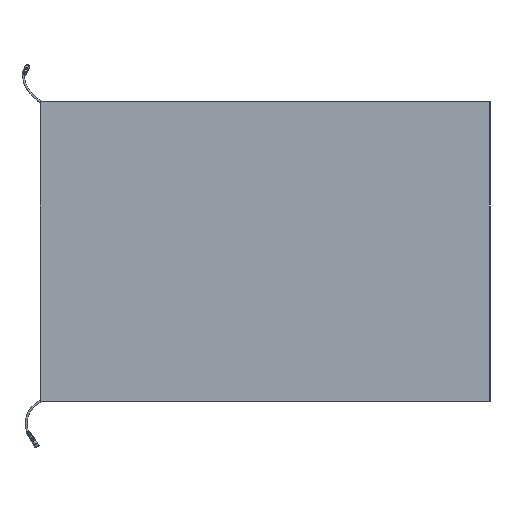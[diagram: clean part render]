
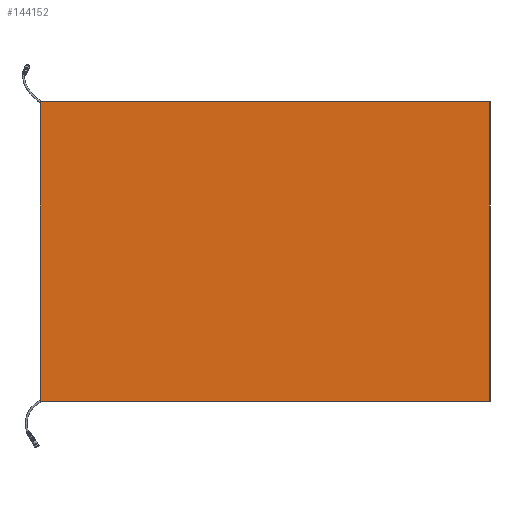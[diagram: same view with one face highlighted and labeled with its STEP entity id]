
A CAD part, front view. The second image highlights one B-rep face of the part: STEP entity #144152.
In plain terms, the highlighted face is planar.
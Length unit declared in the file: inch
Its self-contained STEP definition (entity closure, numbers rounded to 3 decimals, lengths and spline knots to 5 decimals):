
#11799 = ORIENTED_EDGE ( 'NONE', *, *, #59796, .T. ) ;
#15667 = CARTESIAN_POINT ( 'NONE',  ( -12., 0., -18. ) ) ;
#19657 = LINE ( 'NONE', #107050, #167431 ) ;
#20084 = VERTEX_POINT ( 'NONE', #74948 ) ;
#24782 = VERTEX_POINT ( 'NONE', #122211 ) ;
#33437 = EDGE_LOOP ( 'NONE', ( #11799, #181219, #81801, #78447 ) ) ;
#35395 = PLANE ( 'NONE',  #188425 ) ;
#36697 = DIRECTION ( 'NONE',  ( 0., 1., 0. ) ) ;
#40092 = EDGE_CURVE ( 'NONE', #82094, #151297, #19657, .T. ) ;
#43781 = VECTOR ( 'NONE', #80010, 39.37008 ) ;
#43922 = VECTOR ( 'NONE', #103735, 39.37008 ) ;
#50696 = DIRECTION ( 'NONE',  ( -1., 0., 0. ) ) ;
#59684 = DIRECTION ( 'NONE',  ( 0., 0., 1. ) ) ;
#59796 = EDGE_CURVE ( 'NONE', #24782, #20084, #63319, .T. ) ;
#63319 = LINE ( 'NONE', #117989, #43922 ) ;
#66472 = CARTESIAN_POINT ( 'NONE',  ( 0., 0., 18. ) ) ;
#74649 = LINE ( 'NONE', #142759, #152256 ) ;
#74948 = CARTESIAN_POINT ( 'NONE',  ( 12., 0., -18. ) ) ;
#78447 = ORIENTED_EDGE ( 'NONE', *, *, #183524, .T. ) ;
#80010 = DIRECTION ( 'NONE',  ( 1., 0., 0. ) ) ;
#80059 = LINE ( 'NONE', #66472, #43781 ) ;
#81801 = ORIENTED_EDGE ( 'NONE', *, *, #40092, .T. ) ;
#82094 = VERTEX_POINT ( 'NONE', #15667 ) ;
#94480 = EDGE_CURVE ( 'NONE', #20084, #82094, #74649, .T. ) ;
#100531 = FACE_OUTER_BOUND ( 'NONE', #33437, .T. ) ;
#103735 = DIRECTION ( 'NONE',  ( 0., 0., -1. ) ) ;
#107050 = CARTESIAN_POINT ( 'NONE',  ( -12., 0., 0. ) ) ;
#117989 = CARTESIAN_POINT ( 'NONE',  ( 12., 0., 0. ) ) ;
#122211 = CARTESIAN_POINT ( 'NONE',  ( 12., 0., 18. ) ) ;
#127407 = DIRECTION ( 'NONE',  ( 0., 0., -1. ) ) ;
#142759 = CARTESIAN_POINT ( 'NONE',  ( 0., 0., -18. ) ) ;
#144152 = ADVANCED_FACE ( 'NONE', ( #100531 ), #35395, .T. ) ;
#151297 = VERTEX_POINT ( 'NONE', #175365 ) ;
#152256 = VECTOR ( 'NONE', #50696, 39.37008 ) ;
#167431 = VECTOR ( 'NONE', #59684, 39.37008 ) ;
#175365 = CARTESIAN_POINT ( 'NONE',  ( -12., 0., 18. ) ) ;
#175410 = CARTESIAN_POINT ( 'NONE',  ( 12., 0., 18. ) ) ;
#181219 = ORIENTED_EDGE ( 'NONE', *, *, #94480, .T. ) ;
#183524 = EDGE_CURVE ( 'NONE', #151297, #24782, #80059, .T. ) ;
#188425 = AXIS2_PLACEMENT_3D ( 'NONE', #175410, #36697, #127407 ) ;
